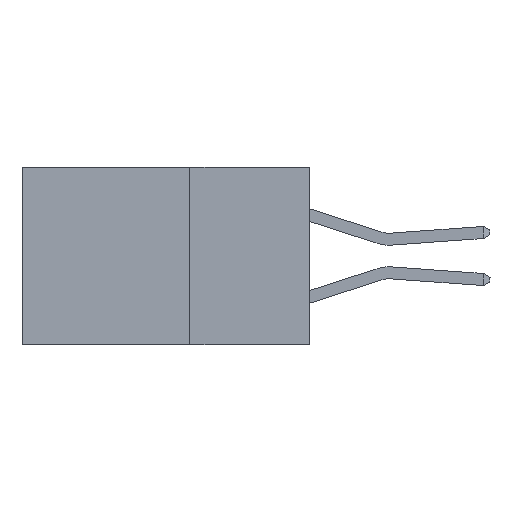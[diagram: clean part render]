
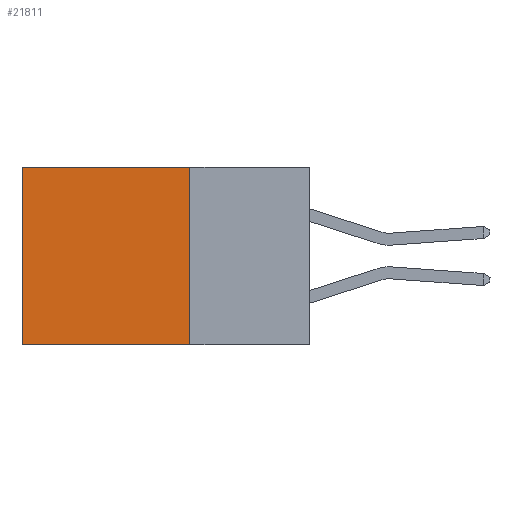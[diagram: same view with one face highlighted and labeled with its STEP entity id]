
A CAD part, left-side view. The second image highlights one B-rep face of the part: STEP entity #21811.
In plain terms, the highlighted planar face has unit normal (-1, 0, 0).
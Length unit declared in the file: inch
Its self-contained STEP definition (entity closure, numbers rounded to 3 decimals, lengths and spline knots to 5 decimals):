
#1673 = DIRECTION ( 'NONE',  ( 1., 0., 0. ) ) ;
#1897 = EDGE_CURVE ( 'NONE', #13335, #3984, #2757, .T. ) ;
#2022 = FACE_OUTER_BOUND ( 'NONE', #17103, .T. ) ;
#2112 = CARTESIAN_POINT ( 'NONE',  ( 0.298, 0.6, -0.37 ) ) ;
#2757 = LINE ( 'NONE', #16311, #23135 ) ;
#3158 = EDGE_CURVE ( 'NONE', #24335, #14321, #5944, .T. ) ;
#3984 = VERTEX_POINT ( 'NONE', #8311 ) ;
#5944 = LINE ( 'NONE', #15565, #12092 ) ;
#6066 = ORIENTED_EDGE ( 'NONE', *, *, #26539, .T. ) ;
#7576 = ORIENTED_EDGE ( 'NONE', *, *, #1897, .T. ) ;
#8311 = CARTESIAN_POINT ( 'NONE',  ( 0.298, 0.6, 0. ) ) ;
#9627 = DIRECTION ( 'NONE',  ( 0., 0., -1. ) ) ;
#9685 = AXIS2_PLACEMENT_3D ( 'NONE', #24757, #1673, #18578 ) ;
#10134 = CARTESIAN_POINT ( 'NONE',  ( 0.298, 0.25, 0. ) ) ;
#11248 = DIRECTION ( 'NONE',  ( 0., 0., -1. ) ) ;
#11622 = ORIENTED_EDGE ( 'NONE', *, *, #23712, .F. ) ;
#12092 = VECTOR ( 'NONE', #15907, 39.37008 ) ;
#12278 = PLANE ( 'NONE',  #9685 ) ;
#13142 = LINE ( 'NONE', #17883, #20870 ) ;
#13335 = VERTEX_POINT ( 'NONE', #10134 ) ;
#14255 = VECTOR ( 'NONE', #11248, 39.37008 ) ;
#14321 = VERTEX_POINT ( 'NONE', #2112 ) ;
#15565 = CARTESIAN_POINT ( 'NONE',  ( 0.298, 0.25, -0.37 ) ) ;
#15907 = DIRECTION ( 'NONE',  ( 0., 1., 0. ) ) ;
#16311 = CARTESIAN_POINT ( 'NONE',  ( 0.298, 0.25, 0. ) ) ;
#17103 = EDGE_LOOP ( 'NONE', ( #6066, #20852, #11622, #7576 ) ) ;
#17529 = LINE ( 'NONE', #23628, #14255 ) ;
#17883 = CARTESIAN_POINT ( 'NONE',  ( 0.298, 0.6, 0. ) ) ;
#18321 = DIRECTION ( 'NONE',  ( 0., 1., 0. ) ) ;
#18578 = DIRECTION ( 'NONE',  ( 0., 0., -1. ) ) ;
#19644 = CARTESIAN_POINT ( 'NONE',  ( 0.298, 0.25, -0.37 ) ) ;
#20852 = ORIENTED_EDGE ( 'NONE', *, *, #3158, .F. ) ;
#20870 = VECTOR ( 'NONE', #9627, 39.37008 ) ;
#21811 = ADVANCED_FACE ( 'NONE', ( #2022 ), #12278, .F. ) ;
#23135 = VECTOR ( 'NONE', #18321, 39.37008 ) ;
#23628 = CARTESIAN_POINT ( 'NONE',  ( 0.298, 0.25, 0. ) ) ;
#23712 = EDGE_CURVE ( 'NONE', #13335, #24335, #17529, .T. ) ;
#24335 = VERTEX_POINT ( 'NONE', #19644 ) ;
#24757 = CARTESIAN_POINT ( 'NONE',  ( 0.298, 0.25, 0. ) ) ;
#26539 = EDGE_CURVE ( 'NONE', #3984, #14321, #13142, .T. ) ;
